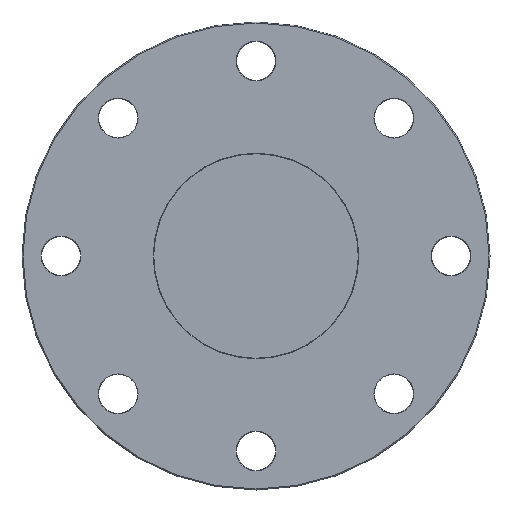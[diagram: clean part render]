
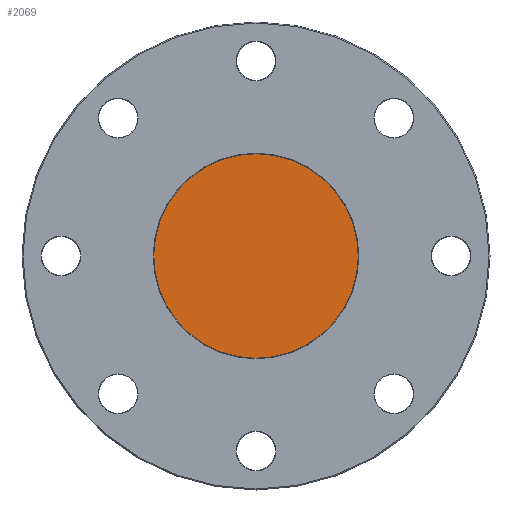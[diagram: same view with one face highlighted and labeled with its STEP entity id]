
A CAD part, front view. The second image highlights one B-rep face of the part: STEP entity #2069.
In plain terms, the highlighted planar face has unit normal (0, -1, 0).
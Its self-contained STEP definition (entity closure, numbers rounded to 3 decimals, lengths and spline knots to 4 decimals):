
#192 = EDGE_CURVE ( 'NONE', #17568, #17295, #10027, .T. ) ;
#194 = EDGE_CURVE ( 'NONE', #17295, #17568, #10029, .T. ) ;
#2069 = ADVANCED_FACE ( 'NONE', ( #21150 ), #11139, .F. ) ;
#9138 = EDGE_LOOP ( 'NONE', ( #29182, #29181 ) ) ;
#10027 = CIRCLE ( 'NONE', #29277, 1.9685 ) ;
#10029 = CIRCLE ( 'NONE', #29279, 1.9685 ) ;
#11134 = CARTESIAN_POINT ( 'NONE',  ( 0., 0.0059, 0. ) ) ;
#11139 = PLANE ( 'NONE',  #29538 ) ;
#11142 = DIRECTION ( 'NONE',  ( 0., 1., 0. ) ) ;
#11143 = DIRECTION ( 'NONE',  ( 0.029, 0., 1. ) ) ;
#14585 = CARTESIAN_POINT ( 'NONE',  ( 0., 0.0059, 0. ) ) ;
#14586 = DIRECTION ( 'NONE',  ( 0., -1., 0. ) ) ;
#14587 = DIRECTION ( 'NONE',  ( -0.029, 0., -1. ) ) ;
#14590 = CARTESIAN_POINT ( 'NONE',  ( 0., 0.0059, 0. ) ) ;
#14591 = DIRECTION ( 'NONE',  ( 0., -1., 0. ) ) ;
#14592 = DIRECTION ( 'NONE',  ( -0.029, 0., -1. ) ) ;
#16661 = CARTESIAN_POINT ( 'NONE',  ( 0.0579, 0.0059, 1.9677 ) ) ;
#16843 = CARTESIAN_POINT ( 'NONE',  ( -0.0579, 0.0059, -1.9677 ) ) ;
#17295 = VERTEX_POINT ( 'NONE', #16661 ) ;
#17568 = VERTEX_POINT ( 'NONE', #16843 ) ;
#21150 = FACE_OUTER_BOUND ( 'NONE', #9138, .T. ) ;
#29181 = ORIENTED_EDGE ( 'NONE', *, *, #194, .T. ) ;
#29182 = ORIENTED_EDGE ( 'NONE', *, *, #192, .T. ) ;
#29277 = AXIS2_PLACEMENT_3D ( 'NONE', #14585, #14586, #14587 ) ;
#29279 = AXIS2_PLACEMENT_3D ( 'NONE', #14590, #14591, #14592 ) ;
#29538 = AXIS2_PLACEMENT_3D ( 'NONE', #11134, #11142, #11143 ) ;
